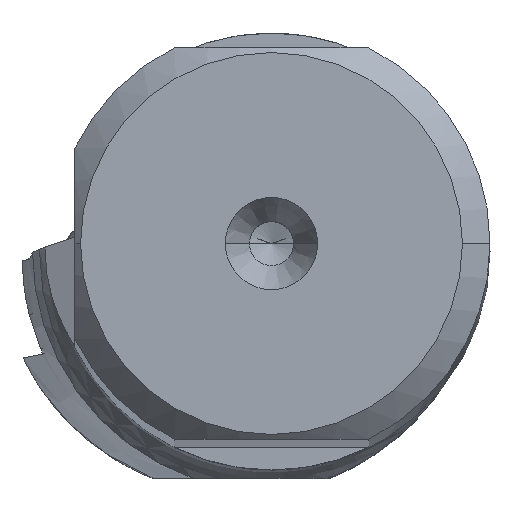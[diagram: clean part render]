
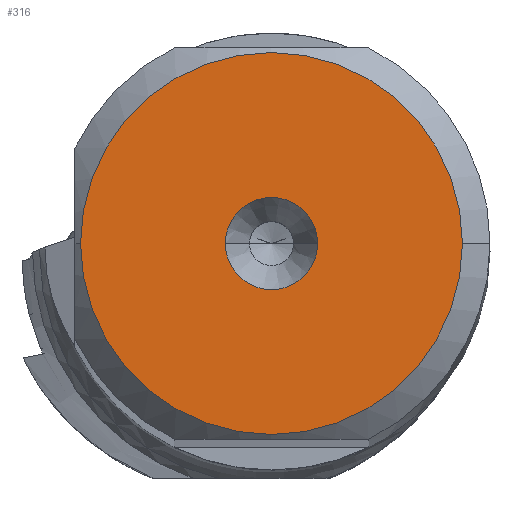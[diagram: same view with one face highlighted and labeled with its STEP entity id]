
A CAD part, top view. The second image highlights one B-rep face of the part: STEP entity #316.
In plain terms, the highlighted planar face has unit normal (0, 0, 1).
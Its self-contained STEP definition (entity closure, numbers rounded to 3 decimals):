
#50=FACE_BOUND('',#487,.T.);
#51=FACE_BOUND('',#488,.T.);
#74=PLANE('',#1638);
#316=ADVANCED_FACE('',(#50,#51),#74,.T.);
#487=EDGE_LOOP('',(#859,#860,#861,#862));
#488=EDGE_LOOP('',(#863,#864));
#564=CIRCLE('',#1628,6.938);
#565=CIRCLE('',#1629,6.938);
#566=CIRCLE('',#1631,6.938);
#567=CIRCLE('',#1632,6.938);
#568=CIRCLE('',#1636,1.675);
#569=CIRCLE('',#1637,1.675);
#859=ORIENTED_EDGE('',*,*,#1333,.T.);
#860=ORIENTED_EDGE('',*,*,#1331,.T.);
#861=ORIENTED_EDGE('',*,*,#1330,.T.);
#862=ORIENTED_EDGE('',*,*,#1334,.T.);
#863=ORIENTED_EDGE('',*,*,#1338,.T.);
#864=ORIENTED_EDGE('',*,*,#1339,.T.);
#1143=VERTEX_POINT('',#2714);
#1144=VERTEX_POINT('',#2716);
#1145=VERTEX_POINT('',#2718);
#1146=VERTEX_POINT('',#2722);
#1148=VERTEX_POINT('',#2782);
#1149=VERTEX_POINT('',#2783);
#1330=EDGE_CURVE('',#1144,#1143,#564,.T.);
#1331=EDGE_CURVE('',#1145,#1144,#565,.T.);
#1333=EDGE_CURVE('',#1146,#1145,#566,.T.);
#1334=EDGE_CURVE('',#1143,#1146,#567,.T.);
#1338=EDGE_CURVE('',#1148,#1149,#568,.T.);
#1339=EDGE_CURVE('',#1149,#1148,#569,.T.);
#1628=AXIS2_PLACEMENT_3D('',#2715,#1932,#1933);
#1629=AXIS2_PLACEMENT_3D('',#2717,#1934,#1935);
#1631=AXIS2_PLACEMENT_3D('',#2721,#1939,#1940);
#1632=AXIS2_PLACEMENT_3D('',#2723,#1941,#1942);
#1636=AXIS2_PLACEMENT_3D('',#2781,#1950,#1951);
#1637=AXIS2_PLACEMENT_3D('',#2784,#1952,#1953);
#1638=AXIS2_PLACEMENT_3D('',#2785,#1954,#1955);
#1932=DIRECTION('',(0.,0.,1.));
#1933=DIRECTION('',(0.,-1.,0.));
#1934=DIRECTION('',(0.,0.,1.));
#1935=DIRECTION('',(-1.,0.,0.));
#1939=DIRECTION('',(0.,0.,1.));
#1940=DIRECTION('',(0.,1.,0.));
#1941=DIRECTION('',(0.,0.,1.));
#1942=DIRECTION('',(1.,0.,0.));
#1950=DIRECTION('',(0.,0.,-1.));
#1951=DIRECTION('',(-1.,0.,0.));
#1952=DIRECTION('',(0.,0.,-1.));
#1953=DIRECTION('',(1.,0.,0.));
#1954=DIRECTION('',(0.,0.,1.));
#1955=DIRECTION('',(1.,0.,0.));
#2714=CARTESIAN_POINT('',(6.938,0.,0.));
#2715=CARTESIAN_POINT('',(0.,0.,0.));
#2716=CARTESIAN_POINT('',(0.,-6.938,0.));
#2717=CARTESIAN_POINT('',(0.,0.,0.));
#2718=CARTESIAN_POINT('',(-6.938,0.,0.));
#2721=CARTESIAN_POINT('',(0.,0.,0.));
#2722=CARTESIAN_POINT('',(0.,6.938,0.));
#2723=CARTESIAN_POINT('',(0.,0.,0.));
#2781=CARTESIAN_POINT('',(0.,0.,0.));
#2782=CARTESIAN_POINT('',(-1.675,0.,0.));
#2783=CARTESIAN_POINT('',(1.675,0.,0.));
#2784=CARTESIAN_POINT('',(0.,0.,0.));
#2785=CARTESIAN_POINT('',(0.,0.,0.));
